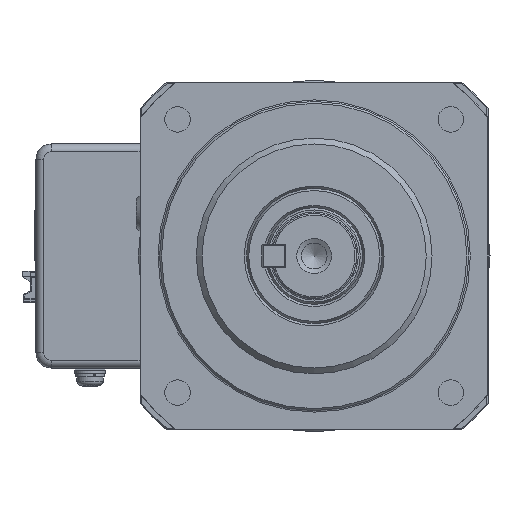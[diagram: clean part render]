
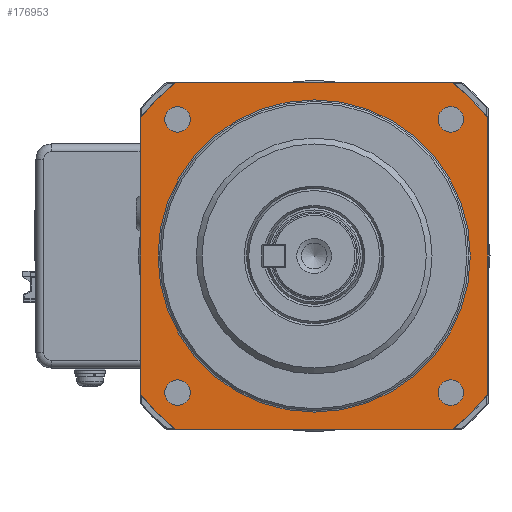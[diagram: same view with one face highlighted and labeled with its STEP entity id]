
A CAD part, left-side view. The second image highlights one B-rep face of the part: STEP entity #176953.
In plain terms, the highlighted face is planar.
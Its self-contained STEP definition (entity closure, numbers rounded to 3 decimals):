
#517 = DIRECTION ( 'NONE',  ( 1., 0., 0. ) ) ;
#1589 = DIRECTION ( 'NONE',  ( 1., 0., 0. ) ) ;
#3618 = VECTOR ( 'NONE', #1589, 1000. ) ;
#5136 = DIRECTION ( 'NONE',  ( 0., 0., 1. ) ) ;
#6797 = DIRECTION ( 'NONE',  ( 0., 0., 1. ) ) ;
#7390 = DIRECTION ( 'NONE',  ( 0., 0., -1. ) ) ;
#7941 = VERTEX_POINT ( 'NONE', #87783 ) ;
#8363 = CARTESIAN_POINT ( 'NONE',  ( -35.76, -44.9, 0. ) ) ;
#11187 = ORIENTED_EDGE ( 'NONE', *, *, #77458, .F. ) ;
#14161 = EDGE_CURVE ( 'NONE', #158159, #33166, #64530, .T. ) ;
#14874 = DIRECTION ( 'NONE',  ( 0., 0., 1. ) ) ;
#15160 = CARTESIAN_POINT ( 'NONE',  ( -35.355, -35.355, 0. ) ) ;
#15184 = CARTESIAN_POINT ( 'NONE',  ( 35.355, 35.355, 0. ) ) ;
#16075 = VERTEX_POINT ( 'NONE', #150454 ) ;
#16520 = CARTESIAN_POINT ( 'NONE',  ( -32.055, 35.355, 0. ) ) ;
#17471 = EDGE_LOOP ( 'NONE', ( #23350 ) ) ;
#17921 = CIRCLE ( 'NONE', #145038, 57.4 ) ;
#18374 = CARTESIAN_POINT ( 'NONE',  ( 0., 0., 0. ) ) ;
#19729 = AXIS2_PLACEMENT_3D ( 'NONE', #15160, #83815, #72276 ) ;
#19946 = DIRECTION ( 'NONE',  ( 1., 0., 0. ) ) ;
#20808 = EDGE_CURVE ( 'NONE', #38226, #38226, #144971, .T. ) ;
#21612 = AXIS2_PLACEMENT_3D ( 'NONE', #102435, #6797, #19946 ) ;
#23350 = ORIENTED_EDGE ( 'NONE', *, *, #20808, .F. ) ;
#26858 = EDGE_CURVE ( 'NONE', #164420, #63759, #151539, .T. ) ;
#27897 = ORIENTED_EDGE ( 'NONE', *, *, #145209, .T. ) ;
#27955 = LINE ( 'NONE', #140346, #163770 ) ;
#29342 = CIRCLE ( 'NONE', #37302, 3.3 ) ;
#32249 = DIRECTION ( 'NONE',  ( 0., 0., 1. ) ) ;
#33017 = ORIENTED_EDGE ( 'NONE', *, *, #54433, .T. ) ;
#33166 = VERTEX_POINT ( 'NONE', #49146 ) ;
#34978 = DIRECTION ( 'NONE',  ( 1., 0., 0. ) ) ;
#35242 = FACE_BOUND ( 'NONE', #44317, .T. ) ;
#35736 = VERTEX_POINT ( 'NONE', #171987 ) ;
#37302 = AXIS2_PLACEMENT_3D ( 'NONE', #15184, #86229, #113878 ) ;
#38226 = VERTEX_POINT ( 'NONE', #98631 ) ;
#39060 = ORIENTED_EDGE ( 'NONE', *, *, #26858, .T. ) ;
#39940 = CIRCLE ( 'NONE', #168492, 3.3 ) ;
#41648 = FACE_BOUND ( 'NONE', #82298, .T. ) ;
#43905 = FACE_BOUND ( 'NONE', #88227, .T. ) ;
#44317 = EDGE_LOOP ( 'NONE', ( #157244 ) ) ;
#46280 = CARTESIAN_POINT ( 'NONE',  ( -44.9, -49.39, 0. ) ) ;
#46488 = DIRECTION ( 'NONE',  ( 0., 0., 1. ) ) ;
#49146 = CARTESIAN_POINT ( 'NONE',  ( -44.9, 35.76, 0. ) ) ;
#52491 = VERTEX_POINT ( 'NONE', #8363 ) ;
#54433 = EDGE_CURVE ( 'NONE', #116170, #158159, #27955, .T. ) ;
#55210 = ORIENTED_EDGE ( 'NONE', *, *, #86353, .T. ) ;
#57683 = AXIS2_PLACEMENT_3D ( 'NONE', #129898, #75064, #103353 ) ;
#58899 = ORIENTED_EDGE ( 'NONE', *, *, #120253, .T. ) ;
#59684 = DIRECTION ( 'NONE',  ( -1., 0., 0. ) ) ;
#60945 = CARTESIAN_POINT ( 'NONE',  ( 35.76, 44.9, 0. ) ) ;
#63211 = FACE_BOUND ( 'NONE', #17471, .T. ) ;
#63759 = VERTEX_POINT ( 'NONE', #132534 ) ;
#64530 = CIRCLE ( 'NONE', #79572, 57.4 ) ;
#67053 = DIRECTION ( 'NONE',  ( 0., 1., 0. ) ) ;
#68683 = CIRCLE ( 'NONE', #57683, 57.4 ) ;
#69813 = AXIS2_PLACEMENT_3D ( 'NONE', #73057, #5136, #141055 ) ;
#71925 = EDGE_LOOP ( 'NONE', ( #11187 ) ) ;
#72276 = DIRECTION ( 'NONE',  ( 1., 0., 0. ) ) ;
#73057 = CARTESIAN_POINT ( 'NONE',  ( -49.39, -49.39, 0. ) ) ;
#75064 = DIRECTION ( 'NONE',  ( 0., 0., 1. ) ) ;
#75941 = CARTESIAN_POINT ( 'NONE',  ( 0., 0., 0. ) ) ;
#77457 = DIRECTION ( 'NONE',  ( 0., 0., 1. ) ) ;
#77458 = EDGE_CURVE ( 'NONE', #7941, #7941, #174959, .T. ) ;
#79262 = AXIS2_PLACEMENT_3D ( 'NONE', #87472, #46488, #99494 ) ;
#79405 = VECTOR ( 'NONE', #141953, 1000. ) ;
#79572 = AXIS2_PLACEMENT_3D ( 'NONE', #18374, #32249, #141174 ) ;
#82298 = EDGE_LOOP ( 'NONE', ( #173926 ) ) ;
#82658 = VECTOR ( 'NONE', #67053, 1000. ) ;
#82695 = EDGE_CURVE ( 'NONE', #16075, #52491, #17921, .T. ) ;
#82951 = CARTESIAN_POINT ( 'NONE',  ( -35.76, 44.9, 0. ) ) ;
#83815 = DIRECTION ( 'NONE',  ( 0., 0., 1. ) ) ;
#85198 = CARTESIAN_POINT ( 'NONE',  ( 40.4, 0., 0. ) ) ;
#86229 = DIRECTION ( 'NONE',  ( 0., 0., 1. ) ) ;
#86353 = EDGE_CURVE ( 'NONE', #33166, #16075, #116066, .T. ) ;
#87472 = CARTESIAN_POINT ( 'NONE',  ( 0., 0., 0. ) ) ;
#87783 = CARTESIAN_POINT ( 'NONE',  ( -32.055, -35.355, 0. ) ) ;
#88227 = EDGE_LOOP ( 'NONE', ( #178531 ) ) ;
#91307 = CARTESIAN_POINT ( 'NONE',  ( -35.355, 35.355, 0. ) ) ;
#91747 = VERTEX_POINT ( 'NONE', #16520 ) ;
#95610 = FACE_BOUND ( 'NONE', #71925, .T. ) ;
#98631 = CARTESIAN_POINT ( 'NONE',  ( 38.655, -35.355, 0. ) ) ;
#98824 = CARTESIAN_POINT ( 'NONE',  ( 44.9, -35.76, 0. ) ) ;
#99494 = DIRECTION ( 'NONE',  ( 1., 0., 0. ) ) ;
#99609 = PLANE ( 'NONE',  #69813 ) ;
#100422 = ORIENTED_EDGE ( 'NONE', *, *, #14161, .T. ) ;
#102435 = CARTESIAN_POINT ( 'NONE',  ( 35.355, -35.355, 0. ) ) ;
#103353 = DIRECTION ( 'NONE',  ( 1., 0., 0. ) ) ;
#104566 = DIRECTION ( 'NONE',  ( 1., 0., 0. ) ) ;
#107543 = EDGE_CURVE ( 'NONE', #35736, #35736, #29342, .T. ) ;
#111132 = CARTESIAN_POINT ( 'NONE',  ( 35.76, -44.9, 0. ) ) ;
#113190 = EDGE_CURVE ( 'NONE', #126284, #164420, #68683, .T. ) ;
#113509 = CIRCLE ( 'NONE', #79262, 57.4 ) ;
#113878 = DIRECTION ( 'NONE',  ( 1., 0., 0. ) ) ;
#116066 = LINE ( 'NONE', #46280, #79405 ) ;
#116170 = VERTEX_POINT ( 'NONE', #60945 ) ;
#117957 = EDGE_CURVE ( 'NONE', #130643, #130643, #165615, .T. ) ;
#120253 = EDGE_CURVE ( 'NONE', #63759, #116170, #113509, .T. ) ;
#121923 = CARTESIAN_POINT ( 'NONE',  ( 44.9, -49.39, 0. ) ) ;
#125570 = CARTESIAN_POINT ( 'NONE',  ( -49.39, -44.9, 0. ) ) ;
#126284 = VERTEX_POINT ( 'NONE', #111132 ) ;
#129898 = CARTESIAN_POINT ( 'NONE',  ( 0., 0., 0. ) ) ;
#130643 = VERTEX_POINT ( 'NONE', #85198 ) ;
#132534 = CARTESIAN_POINT ( 'NONE',  ( 44.9, 35.76, 0. ) ) ;
#136753 = AXIS2_PLACEMENT_3D ( 'NONE', #75941, #7390, #34978 ) ;
#140346 = CARTESIAN_POINT ( 'NONE',  ( -49.39, 44.9, 0. ) ) ;
#141055 = DIRECTION ( 'NONE',  ( 1., 0., 0. ) ) ;
#141174 = DIRECTION ( 'NONE',  ( 1., 0., 0. ) ) ;
#141953 = DIRECTION ( 'NONE',  ( 0., -1., 0. ) ) ;
#144971 = CIRCLE ( 'NONE', #21612, 3.3 ) ;
#145038 = AXIS2_PLACEMENT_3D ( 'NONE', #153317, #14874, #517 ) ;
#145126 = FACE_OUTER_BOUND ( 'NONE', #165062, .T. ) ;
#145209 = EDGE_CURVE ( 'NONE', #52491, #126284, #173714, .T. ) ;
#150454 = CARTESIAN_POINT ( 'NONE',  ( -44.9, -35.76, 0. ) ) ;
#151539 = LINE ( 'NONE', #121923, #82658 ) ;
#153317 = CARTESIAN_POINT ( 'NONE',  ( 0., 0., 0. ) ) ;
#156043 = EDGE_CURVE ( 'NONE', #91747, #91747, #39940, .T. ) ;
#157244 = ORIENTED_EDGE ( 'NONE', *, *, #107543, .F. ) ;
#158159 = VERTEX_POINT ( 'NONE', #82951 ) ;
#159317 = ORIENTED_EDGE ( 'NONE', *, *, #82695, .T. ) ;
#163770 = VECTOR ( 'NONE', #59684, 1000. ) ;
#164420 = VERTEX_POINT ( 'NONE', #98824 ) ;
#165062 = EDGE_LOOP ( 'NONE', ( #58899, #33017, #100422, #55210, #159317, #27897, #168982, #39060 ) ) ;
#165615 = CIRCLE ( 'NONE', #136753, 40.4 ) ;
#168492 = AXIS2_PLACEMENT_3D ( 'NONE', #91307, #77457, #104566 ) ;
#168982 = ORIENTED_EDGE ( 'NONE', *, *, #113190, .T. ) ;
#171987 = CARTESIAN_POINT ( 'NONE',  ( 38.655, 35.355, 0. ) ) ;
#173714 = LINE ( 'NONE', #125570, #3618 ) ;
#173926 = ORIENTED_EDGE ( 'NONE', *, *, #156043, .F. ) ;
#174959 = CIRCLE ( 'NONE', #19729, 3.3 ) ;
#176953 = ADVANCED_FACE ( 'NONE', ( #43905, #145126, #35242, #63211, #95610, #41648 ), #99609, .T. ) ;
#178531 = ORIENTED_EDGE ( 'NONE', *, *, #117957, .T. ) ;
